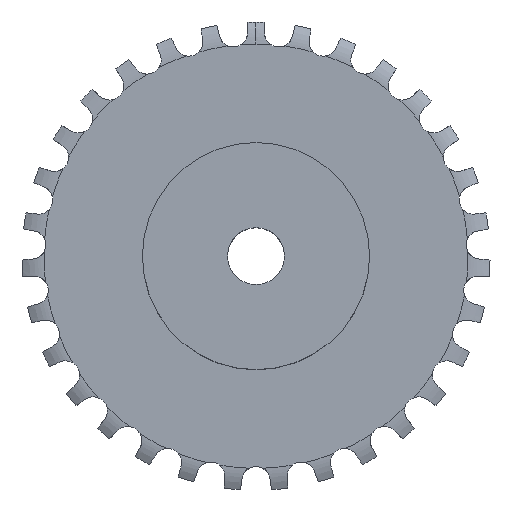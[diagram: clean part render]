
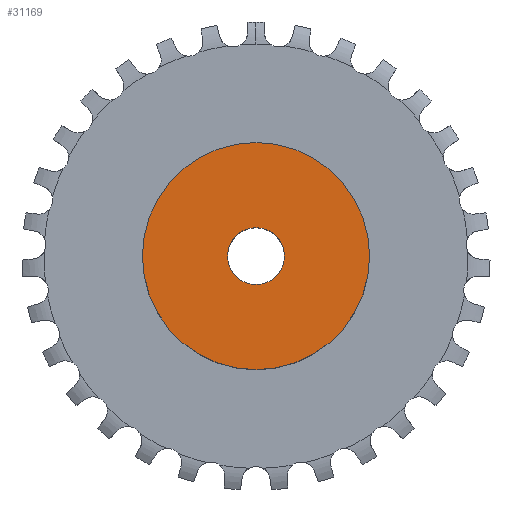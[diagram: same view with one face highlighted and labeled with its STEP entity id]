
A CAD part, top view. The second image highlights one B-rep face of the part: STEP entity #31169.
In plain terms, the highlighted planar face has unit normal (0, 0, 1).
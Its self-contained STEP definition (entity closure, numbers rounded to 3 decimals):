
#9100 = CYLINDRICAL_SURFACE('',#9101,20.);
#9101 = AXIS2_PLACEMENT_3D('',#9102,#9103,#9104);
#9102 = CARTESIAN_POINT('',(0.,0.,0.));
#9103 = DIRECTION('',(-0.,-0.,-1.));
#9104 = DIRECTION('',(1.,0.,0.));
#25513 = CYLINDRICAL_SURFACE('',#25514,5.);
#25514 = AXIS2_PLACEMENT_3D('',#25515,#25516,#25517);
#25515 = CARTESIAN_POINT('',(0.,0.,118.787));
#25516 = DIRECTION('',(0.,0.,1.));
#25517 = DIRECTION('',(1.,0.,-0.));
#29177 = VERTEX_POINT('',#29178);
#29178 = CARTESIAN_POINT('',(20.,0.,16.));
#29199 = EDGE_CURVE('',#29177,#29177,#29200,.T.);
#29200 = SURFACE_CURVE('',#29201,(#29206,#29213),.PCURVE_S1.);
#29201 = CIRCLE('',#29202,20.);
#29202 = AXIS2_PLACEMENT_3D('',#29203,#29204,#29205);
#29203 = CARTESIAN_POINT('',(0.,0.,16.));
#29204 = DIRECTION('',(0.,0.,1.));
#29205 = DIRECTION('',(1.,0.,0.));
#29206 = PCURVE('',#9100,#29207);
#29207 = DEFINITIONAL_REPRESENTATION('',(#29208),#29212);
#29208 = LINE('',#29209,#29210);
#29209 = CARTESIAN_POINT('',(-0.,-16.));
#29210 = VECTOR('',#29211,1.);
#29211 = DIRECTION('',(-1.,0.));
#29212 = ( GEOMETRIC_REPRESENTATION_CONTEXT(2) 
PARAMETRIC_REPRESENTATION_CONTEXT() REPRESENTATION_CONTEXT('2D SPACE',''
  ) );
#29213 = PCURVE('',#29214,#29219);
#29214 = PLANE('',#29215);
#29215 = AXIS2_PLACEMENT_3D('',#29216,#29217,#29218);
#29216 = CARTESIAN_POINT('',(0.,0.,16.));
#29217 = DIRECTION('',(-0.,0.,1.));
#29218 = DIRECTION('',(0.,-1.,0.));
#29219 = DEFINITIONAL_REPRESENTATION('',(#29220),#29224);
#29220 = CIRCLE('',#29221,20.);
#29221 = AXIS2_PLACEMENT_2D('',#29222,#29223);
#29222 = CARTESIAN_POINT('',(0.,0.));
#29223 = DIRECTION('',(0.,1.));
#29224 = ( GEOMETRIC_REPRESENTATION_CONTEXT(2) 
PARAMETRIC_REPRESENTATION_CONTEXT() REPRESENTATION_CONTEXT('2D SPACE',''
  ) );
#31123 = EDGE_CURVE('',#31124,#31124,#31126,.T.);
#31124 = VERTEX_POINT('',#31125);
#31125 = CARTESIAN_POINT('',(5.,0.,16.));
#31126 = SURFACE_CURVE('',#31127,(#31132,#31139),.PCURVE_S1.);
#31127 = CIRCLE('',#31128,5.);
#31128 = AXIS2_PLACEMENT_3D('',#31129,#31130,#31131);
#31129 = CARTESIAN_POINT('',(0.,0.,16.));
#31130 = DIRECTION('',(0.,0.,1.));
#31131 = DIRECTION('',(1.,0.,-0.));
#31132 = PCURVE('',#25513,#31133);
#31133 = DEFINITIONAL_REPRESENTATION('',(#31134),#31138);
#31134 = LINE('',#31135,#31136);
#31135 = CARTESIAN_POINT('',(0.,-102.787));
#31136 = VECTOR('',#31137,1.);
#31137 = DIRECTION('',(1.,0.));
#31138 = ( GEOMETRIC_REPRESENTATION_CONTEXT(2) 
PARAMETRIC_REPRESENTATION_CONTEXT() REPRESENTATION_CONTEXT('2D SPACE',''
  ) );
#31139 = PCURVE('',#29214,#31140);
#31140 = DEFINITIONAL_REPRESENTATION('',(#31141),#31145);
#31141 = CIRCLE('',#31142,5.);
#31142 = AXIS2_PLACEMENT_2D('',#31143,#31144);
#31143 = CARTESIAN_POINT('',(0.,0.));
#31144 = DIRECTION('',(0.,1.));
#31145 = ( GEOMETRIC_REPRESENTATION_CONTEXT(2) 
PARAMETRIC_REPRESENTATION_CONTEXT() REPRESENTATION_CONTEXT('2D SPACE',''
  ) );
#31169 = ADVANCED_FACE('',(#31170,#31173),#29214,.T.);
#31170 = FACE_BOUND('',#31171,.T.);
#31171 = EDGE_LOOP('',(#31172));
#31172 = ORIENTED_EDGE('',*,*,#29199,.T.);
#31173 = FACE_BOUND('',#31174,.T.);
#31174 = EDGE_LOOP('',(#31175));
#31175 = ORIENTED_EDGE('',*,*,#31123,.F.);
